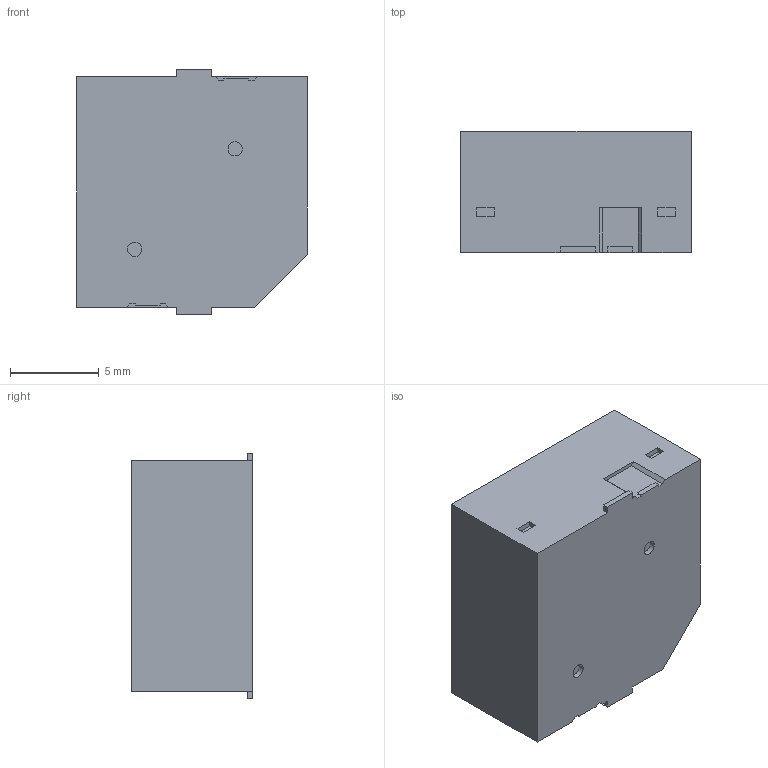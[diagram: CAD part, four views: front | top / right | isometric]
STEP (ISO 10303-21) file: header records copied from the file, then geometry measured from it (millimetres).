
FILE_DESCRIPTION(/* description */ (''),/* implementation_level */ '2;1');
FILE_NAME(/* name */ 'SMT-1324-TW-1V-HT-R.ipt.step',/* time_stamp */ '2024-02-07T22:40:52-05:00',/* author */ ('mckenna'),/* organization */ (''),/* preprocessor_version */ 'ST-DEVELOPER v20',/* originating_system */ 'Autodesk Inventor 2024',/* authorisation */ '');
FILE_SCHEMA (('AUTOMOTIVE_DESIGN { 1 0 10303 214 3 1 1 }'));
Length unit declared in the file: millimetre
Products named in the file (1): SMT-1324-TW-1V-HT-R
Bounding box: 13 x 6.8 x 13.8 mm (x, y, z)
Volume: 984.6 mm3; surface area: 1059.8 mm2
Topology: 1 solids, 6 shells, 107 faces, 246 edges, 164 vertices
Faces by surface type: plane 96, cylinder 11
Full cylindrical faces by diameter (mm): 0.8 x2, 2.6 x1, 11.7 x1, 11.8 x1
Entity records: 3149 total; most frequent: CARTESIAN_POINT 518, ORIENTED_EDGE 492, DIRECTION 484, EDGE_CURVE 246, LINE 224, VECTOR 224, VERTEX_POINT 164, AXIS2_PLACEMENT_3D 130
